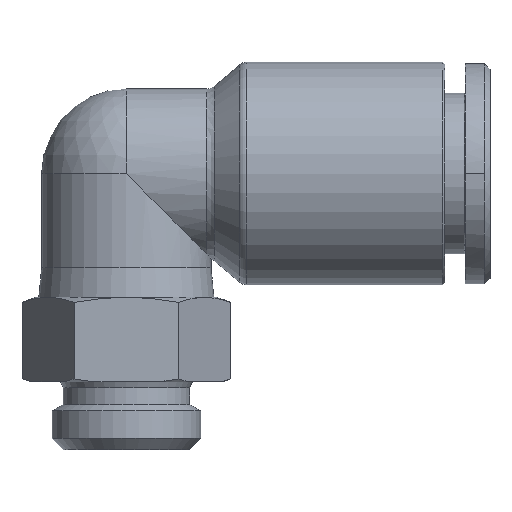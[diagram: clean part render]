
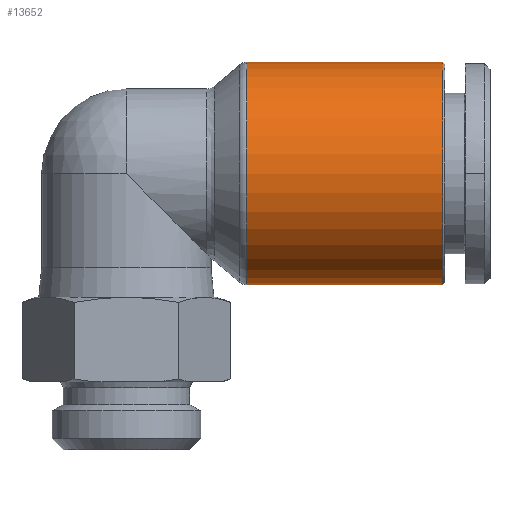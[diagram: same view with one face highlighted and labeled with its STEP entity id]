
A CAD part, front view. The second image highlights one B-rep face of the part: STEP entity #13652.
In plain terms, the highlighted cylindrical face has radius 9.85 mm (diameter 19.7 mm), a partial arc.
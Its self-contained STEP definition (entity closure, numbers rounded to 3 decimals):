
#141=CARTESIAN_POINT('',(12.572,0.,9.85));
#142=VERTEX_POINT('',#141);
#143=CARTESIAN_POINT('',(-4.764,0.,9.85));
#144=VERTEX_POINT('',#143);
#145=CARTESIAN_POINT('',(12.572,0.,9.85));
#146=DIRECTION('',(-1.0,0.0,0.0));
#147=VECTOR('',#146,17.336);
#148=LINE('',#145,#147);
#149=EDGE_CURVE('',#142,#144,#148,.T.);
#151=CARTESIAN_POINT('',(12.572,0.,-9.85));
#152=VERTEX_POINT('',#151);
#160=CARTESIAN_POINT('',(-4.764,0.,-9.85));
#161=VERTEX_POINT('',#160);
#162=CARTESIAN_POINT('',(12.572,0.,-9.85));
#163=DIRECTION('',(-1.0,0.0,0.0));
#164=VECTOR('',#163,17.336);
#165=LINE('',#162,#164);
#166=EDGE_CURVE('',#152,#161,#165,.T.);
#232=CARTESIAN_POINT('',(-4.764,0.,0.));
#233=DIRECTION('',(-1.0,0.0,0.0));
#234=DIRECTION('',(0.0,0.0,-1.0));
#235=AXIS2_PLACEMENT_3D('',#232,#233,#234);
#236=CIRCLE('',#235,9.85);
#237=EDGE_CURVE('',#161,#144,#236,.T.);
#698=CARTESIAN_POINT('',(12.572,0.,0.));
#699=DIRECTION('',(1.0,0.0,0.0));
#700=DIRECTION('',(0.0,0.0,1.0));
#701=AXIS2_PLACEMENT_3D('',#698,#699,#700);
#702=CIRCLE('',#701,9.85);
#703=EDGE_CURVE('',#142,#152,#702,.T.);
#13641=CARTESIAN_POINT('',(2.872,0.,0.));
#13642=DIRECTION('',(1.0,0.0,0.0));
#13643=DIRECTION('',(0.0,0.0,1.0));
#13644=AXIS2_PLACEMENT_3D('',#13641,#13642,#13643);
#13645=CYLINDRICAL_SURFACE('',#13644,9.85);
#13646=ORIENTED_EDGE('',*,*,#149,.T.);
#13647=ORIENTED_EDGE('',*,*,#237,.F.);
#13648=ORIENTED_EDGE('',*,*,#166,.F.);
#13649=ORIENTED_EDGE('',*,*,#703,.F.);
#13650=EDGE_LOOP('',(#13646,#13647,#13648,#13649));
#13651=FACE_OUTER_BOUND('',#13650,.T.);
#13652=ADVANCED_FACE('',(#13651),#13645,.T.);
